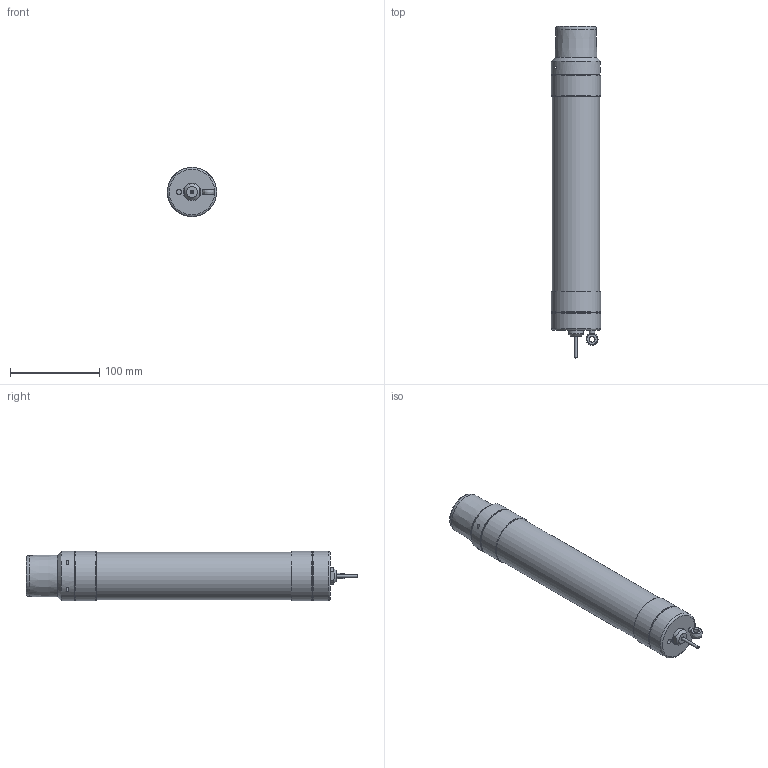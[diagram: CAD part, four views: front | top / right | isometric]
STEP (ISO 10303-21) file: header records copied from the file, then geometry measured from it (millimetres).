
FILE_DESCRIPTION(/* description */ (''),/* implementation_level */ '2;1');
FILE_NAME(/* name */ '8373-000-STEP.stp',/* time_stamp */ '2021-07-27T14:48:01+01:00',/* author */ ('grh'),/* organization */ (''),/* preprocessor_version */ 'ST-DEVELOPER v18.1',/* originating_system */ 'Autodesk Inventor 2022',/* authorisation */ '');
FILE_SCHEMA (('AUTOMOTIVE_DESIGN { 1 0 10303 214 3 1 1 }'));
Length unit declared in the file: millimetre
Products named in the file (1): 8373-000-01 - Final assembly Actuation transponder_Simplify_2
Bounding box: 55 x 371.25 x 55 mm (x, y, z)
Surface area: 66900.9 mm2 (no closed solid volume)
Topology: 0 solids, 18 shells, 76 faces, 191 edges, 135 vertices
Faces by surface type: plane 31, cone 23, cylinder 17, torus 3, bspline 2
Full cylindrical faces by diameter (mm): 1 x1, 1.5 x1, 3 x2, 3.2 x1, 4.5 x1, 5.4 x1, 5.95 x1, 6 x1, 6.5 x1, 18.75 x1, 18.8 x1, 53 x1, 55 x4
Entity records: 2971 total; most frequent: CARTESIAN_POINT 884, DIRECTION 411, ORIENTED_EDGE 332, EDGE_CURVE 188, AXIS2_PLACEMENT_3D 176, VERTEX_POINT 135, EDGE_LOOP 101, CIRCLE 100
